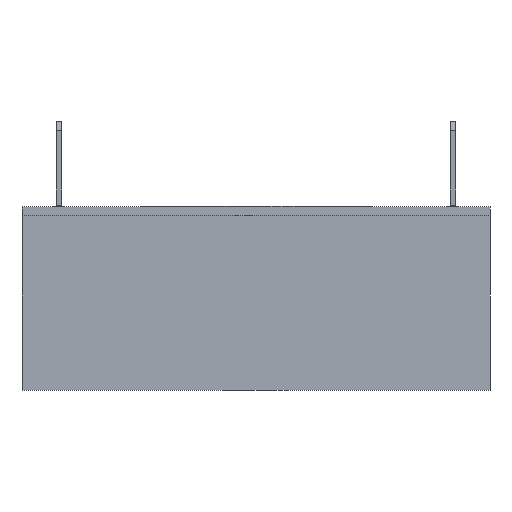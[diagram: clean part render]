
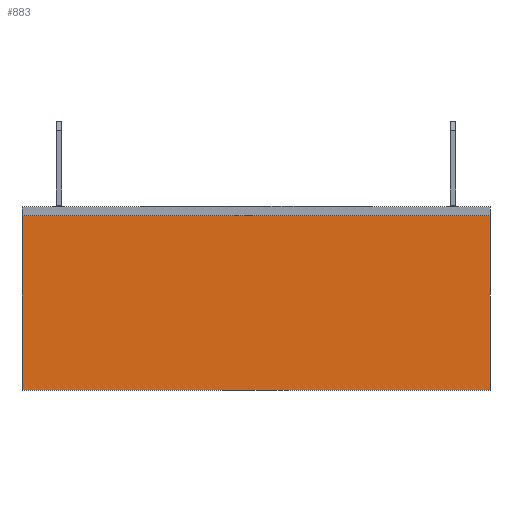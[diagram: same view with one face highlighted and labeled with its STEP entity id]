
A CAD part, left-side view. The second image highlights one B-rep face of the part: STEP entity #883.
In plain terms, the highlighted planar face has unit normal (-1, 0, 0).
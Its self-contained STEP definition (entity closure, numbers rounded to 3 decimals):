
#39 = DIRECTION ( 'NONE',  ( 0., 0., 1. ) ) ;
#164 = LINE ( 'NONE', #4475, #3977 ) ;
#196 = VECTOR ( 'NONE', #1440, 1000. ) ;
#425 = CARTESIAN_POINT ( 'NONE',  ( -25.654, 25.654, -19.152 ) ) ;
#487 = VECTOR ( 'NONE', #780, 1000. ) ;
#701 = VERTEX_POINT ( 'NONE', #3263 ) ;
#780 = DIRECTION ( 'NONE',  ( 0., -1., 0. ) ) ;
#883 = ADVANCED_FACE ( 'NONE', ( #967 ), #2927, .T. ) ;
#960 = ORIENTED_EDGE ( 'NONE', *, *, #2161, .F. ) ;
#967 = FACE_OUTER_BOUND ( 'NONE', #1545, .T. ) ;
#1063 = CARTESIAN_POINT ( 'NONE',  ( -25.654, -25.654, -19.152 ) ) ;
#1088 = LINE ( 'NONE', #1063, #196 ) ;
#1116 = LINE ( 'NONE', #4652, #487 ) ;
#1191 = AXIS2_PLACEMENT_3D ( 'NONE', #2552, #4116, #3345 ) ;
#1409 = ORIENTED_EDGE ( 'NONE', *, *, #4877, .T. ) ;
#1440 = DIRECTION ( 'NONE',  ( 0., 0., 1. ) ) ;
#1545 = EDGE_LOOP ( 'NONE', ( #3107, #960, #1409, #3167 ) ) ;
#1551 = VERTEX_POINT ( 'NONE', #1866 ) ;
#1784 = VERTEX_POINT ( 'NONE', #2411 ) ;
#1866 = CARTESIAN_POINT ( 'NONE',  ( -25.654, 25.654, -19.152 ) ) ;
#2161 = EDGE_CURVE ( 'NONE', #1551, #3599, #3661, .T. ) ;
#2411 = CARTESIAN_POINT ( 'NONE',  ( -25.654, -25.654, -19.152 ) ) ;
#2552 = CARTESIAN_POINT ( 'NONE',  ( -25.654, 25.654, -19.152 ) ) ;
#2637 = VECTOR ( 'NONE', #39, 1000. ) ;
#2656 = EDGE_CURVE ( 'NONE', #1784, #701, #1088, .T. ) ;
#2927 = PLANE ( 'NONE',  #1191 ) ;
#3107 = ORIENTED_EDGE ( 'NONE', *, *, #4631, .F. ) ;
#3167 = ORIENTED_EDGE ( 'NONE', *, *, #2656, .T. ) ;
#3263 = CARTESIAN_POINT ( 'NONE',  ( -25.654, -25.654, 0. ) ) ;
#3345 = DIRECTION ( 'NONE',  ( 0., 0., 1. ) ) ;
#3599 = VERTEX_POINT ( 'NONE', #3878 ) ;
#3661 = LINE ( 'NONE', #425, #2637 ) ;
#3878 = CARTESIAN_POINT ( 'NONE',  ( -25.654, 25.654, 0. ) ) ;
#3977 = VECTOR ( 'NONE', #4894, 1000. ) ;
#4116 = DIRECTION ( 'NONE',  ( -1., 0., 0. ) ) ;
#4475 = CARTESIAN_POINT ( 'NONE',  ( -25.654, 25.654, -19.152 ) ) ;
#4631 = EDGE_CURVE ( 'NONE', #3599, #701, #1116, .T. ) ;
#4652 = CARTESIAN_POINT ( 'NONE',  ( -25.654, 25.654, 0. ) ) ;
#4877 = EDGE_CURVE ( 'NONE', #1551, #1784, #164, .T. ) ;
#4894 = DIRECTION ( 'NONE',  ( 0., -1., 0. ) ) ;
